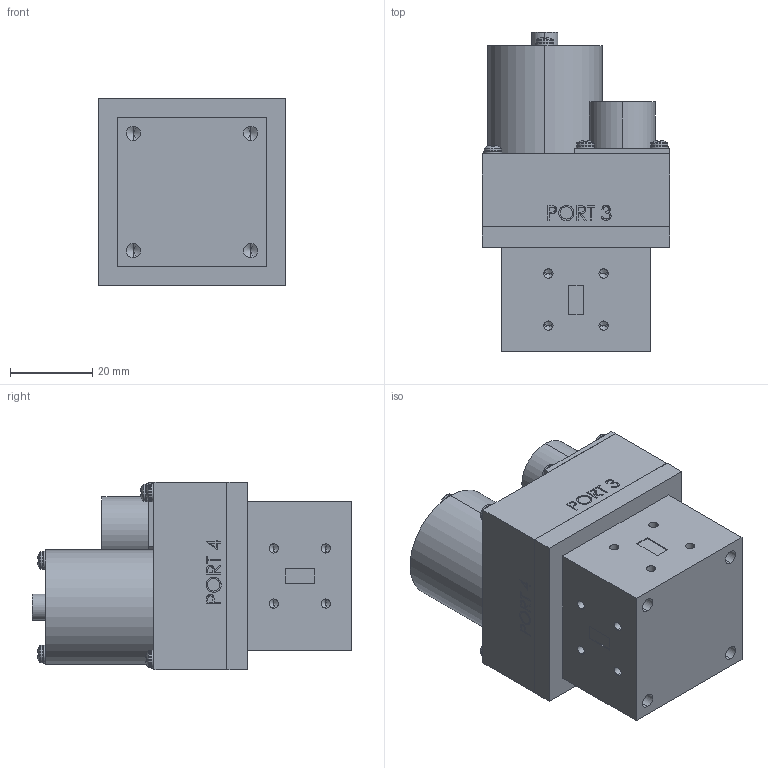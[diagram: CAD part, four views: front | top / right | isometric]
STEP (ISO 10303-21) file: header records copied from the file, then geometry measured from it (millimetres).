
FILE_DESCRIPTION (( 'STEP AP203' ), '1' );
FILE_NAME ('SWJ-28-TS.STEP', '2019-06-14T23:30:52', ( '' ), ( '' ), 'SwSTEP 2.0', 'SolidWorks 2016', '' );
FILE_SCHEMA (( 'CONFIG_CONTROL_DESIGN' ));
Length unit declared in the file: inch
Products named in the file (1): SWJ-28-TS
Bounding box: 45.72 x 77.98 x 45.72 mm (x, y, z)
Volume: 98689.7 mm3; surface area: 17391.3 mm2
Topology: 1 solids, 1 shells, 973 faces, 2597 edges, 1680 vertices
Faces by surface type: plane 480, cylinder 224, bspline 125, cone 96, torus 32, sphere 16
Entity records: 38058 total; most frequent: CARTESIAN_POINT 14780, ORIENTED_EDGE 5114, DIRECTION 4372, EDGE_CURVE 2557, VERTEX_POINT 1680, AXIS2_PLACEMENT_3D 1477, VECTOR 1418, LINE 1418
